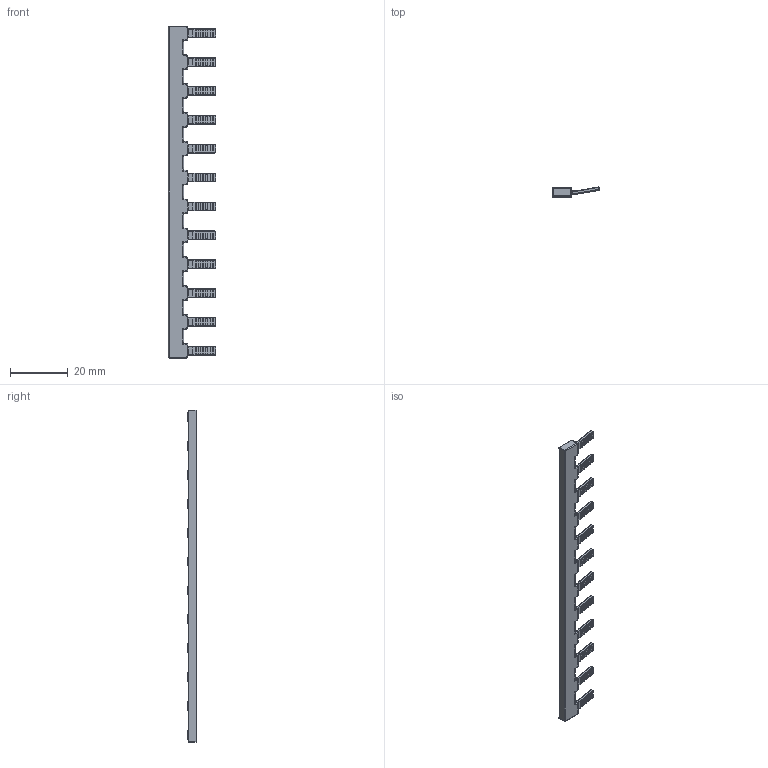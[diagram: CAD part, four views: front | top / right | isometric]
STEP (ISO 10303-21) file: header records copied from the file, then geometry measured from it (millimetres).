
FILE_DESCRIPTION(/* description */ (''),/* implementation_level */ '2;1');
FILE_NAME(/* name */ 'HCL10.stp',/* time_stamp */ '2017-05-24T08:53:52-04:00',/* author */ ('CAD Station'),/* organization */ (''),/* preprocessor_version */ 'ST-DEVELOPER v16.1',/* originating_system */ 'Autodesk Inventor 2016',/* authorisation */ '');
FILE_SCHEMA (('AUTOMOTIVE_DESIGN { 1 0 10303 214 3 1 1 }'));
Products named in the file (1): HCL10
Bounding box: 16.36 x 3.29 x 115 mm (x, y, z)
Volume: 2395 mm3; surface area: 3075.7 mm2
Topology: 1 solids, 1 shells, 1670 faces, 4268 edges, 2594 vertices
Faces by surface type: cylinder 648, plane 638, bspline 282, torus 98, sphere 4
Entity records: 59146 total; most frequent: CARTESIAN_POINT 18091, ORIENTED_EDGE 8356, DIRECTION 8110, EDGE_CURVE 4178, AXIS2_PLACEMENT_3D 2831, VERTEX_POINT 2594, LINE 2448, VECTOR 2448
